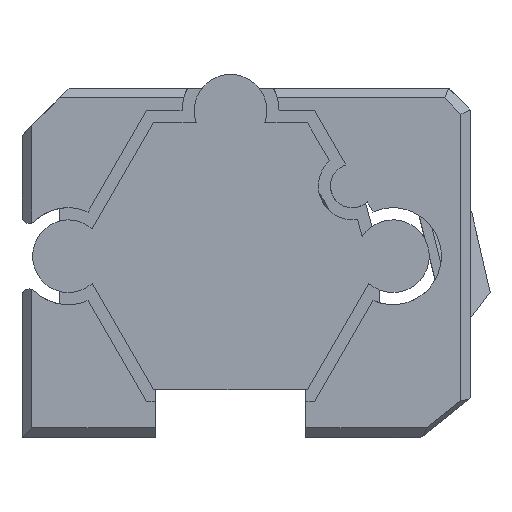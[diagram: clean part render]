
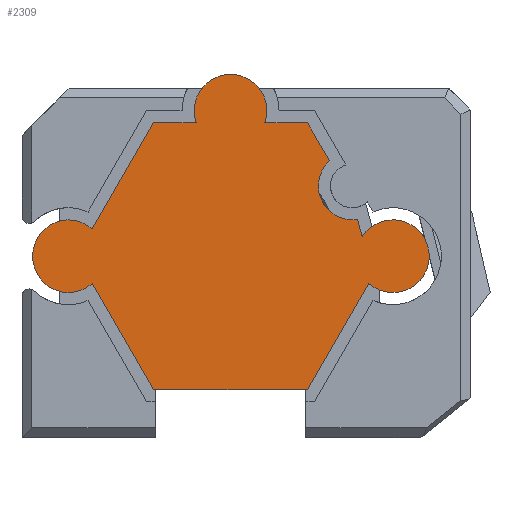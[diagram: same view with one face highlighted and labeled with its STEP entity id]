
A CAD part, front view. The second image highlights one B-rep face of the part: STEP entity #2309.
In plain terms, the highlighted planar face has unit normal (0, -1, 0).
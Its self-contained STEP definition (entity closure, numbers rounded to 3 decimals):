
#121=CIRCLE('',#2485,1.502);
#123=CIRCLE('',#2488,1.5);
#125=CIRCLE('',#2493,1.5);
#127=CIRCLE('',#2498,1.4);
#129=CIRCLE('',#2502,1.5);
#131=CIRCLE('',#2508,1.5);
#247=FACE_OUTER_BOUND('',#363,.T.);
#363=EDGE_LOOP('',(#2094,#2095,#2096,#2097,#2098,#2099,#2100,#2101,#2102,
#2103,#2104,#2105,#2106,#2107));
#594=LINE('',#3823,#851);
#597=LINE('',#3829,#854);
#601=LINE('',#3841,#858);
#604=LINE('',#3847,#861);
#608=LINE('',#3859,#865);
#612=LINE('',#3871,#869);
#615=LINE('',#3877,#872);
#618=LINE('',#3883,#875);
#851=VECTOR('',#3078,10.);
#854=VECTOR('',#3083,10.);
#858=VECTOR('',#3095,10.);
#861=VECTOR('',#3100,10.);
#865=VECTOR('',#3112,10.);
#869=VECTOR('',#3124,10.);
#872=VECTOR('',#3129,10.);
#875=VECTOR('',#3134,10.);
#1072=VERTEX_POINT('',#3807);
#1073=VERTEX_POINT('',#3808);
#1076=VERTEX_POINT('',#3816);
#1078=VERTEX_POINT('',#3822);
#1080=VERTEX_POINT('',#3828);
#1082=VERTEX_POINT('',#3834);
#1084=VERTEX_POINT('',#3840);
#1086=VERTEX_POINT('',#3846);
#1088=VERTEX_POINT('',#3852);
#1090=VERTEX_POINT('',#3858);
#1092=VERTEX_POINT('',#3864);
#1094=VERTEX_POINT('',#3870);
#1096=VERTEX_POINT('',#3876);
#1098=VERTEX_POINT('',#3882);
#1394=EDGE_CURVE('',#1072,#1073,#121,.T.);
#1398=EDGE_CURVE('',#1073,#1076,#123,.T.);
#1401=EDGE_CURVE('',#1076,#1078,#594,.T.);
#1404=EDGE_CURVE('',#1078,#1080,#597,.T.);
#1407=EDGE_CURVE('',#1080,#1082,#125,.T.);
#1410=EDGE_CURVE('',#1082,#1084,#601,.T.);
#1413=EDGE_CURVE('',#1084,#1086,#604,.T.);
#1416=EDGE_CURVE('',#1086,#1088,#127,.T.);
#1419=EDGE_CURVE('',#1088,#1090,#608,.T.);
#1422=EDGE_CURVE('',#1090,#1092,#129,.T.);
#1425=EDGE_CURVE('',#1092,#1094,#612,.T.);
#1428=EDGE_CURVE('',#1094,#1096,#615,.T.);
#1431=EDGE_CURVE('',#1096,#1098,#618,.T.);
#1434=EDGE_CURVE('',#1098,#1072,#131,.T.);
#2094=ORIENTED_EDGE('',*,*,#1416,.F.);
#2095=ORIENTED_EDGE('',*,*,#1413,.F.);
#2096=ORIENTED_EDGE('',*,*,#1410,.F.);
#2097=ORIENTED_EDGE('',*,*,#1407,.F.);
#2098=ORIENTED_EDGE('',*,*,#1404,.F.);
#2099=ORIENTED_EDGE('',*,*,#1401,.F.);
#2100=ORIENTED_EDGE('',*,*,#1398,.F.);
#2101=ORIENTED_EDGE('',*,*,#1394,.F.);
#2102=ORIENTED_EDGE('',*,*,#1434,.F.);
#2103=ORIENTED_EDGE('',*,*,#1431,.F.);
#2104=ORIENTED_EDGE('',*,*,#1428,.F.);
#2105=ORIENTED_EDGE('',*,*,#1425,.F.);
#2106=ORIENTED_EDGE('',*,*,#1422,.F.);
#2107=ORIENTED_EDGE('',*,*,#1419,.F.);
#2194=PLANE('',#2511);
#2309=ADVANCED_FACE('',(#247),#2194,.T.);
#2485=AXIS2_PLACEMENT_3D('',#3809,#3063,#3064);
#2488=AXIS2_PLACEMENT_3D('',#3817,#3071,#3072);
#2493=AXIS2_PLACEMENT_3D('',#3835,#3088,#3089);
#2498=AXIS2_PLACEMENT_3D('',#3853,#3105,#3106);
#2502=AXIS2_PLACEMENT_3D('',#3865,#3117,#3118);
#2508=AXIS2_PLACEMENT_3D('',#3888,#3139,#3140);
#2511=AXIS2_PLACEMENT_3D('',#3891,#3145,#3146);
#3063=DIRECTION('center_axis',(0.,1.,0.));
#3064=DIRECTION('ref_axis',(-0.056,0.,0.998));
#3071=DIRECTION('center_axis',(0.,1.,0.));
#3072=DIRECTION('ref_axis',(0.663,0.,0.749));
#3078=DIRECTION('',(0.5,0.,0.866));
#3083=DIRECTION('',(1.,0.,0.));
#3088=DIRECTION('center_axis',(0.,1.,0.));
#3089=DIRECTION('ref_axis',(0.943,0.,-0.333));
#3095=DIRECTION('',(1.,0.,0.));
#3100=DIRECTION('',(0.5,0.,-0.866));
#3105=DIRECTION('center_axis',(0.,-1.,0.));
#3106=DIRECTION('ref_axis',(-0.186,0.,-0.982));
#3112=DIRECTION('',(0.259,0.,-0.966));
#3117=DIRECTION('center_axis',(0.,1.,0.));
#3118=DIRECTION('ref_axis',(-0.663,0.,-0.749));
#3124=DIRECTION('',(-0.5,0.,-0.866));
#3129=DIRECTION('',(-1.,0.,0.));
#3134=DIRECTION('',(-0.5,0.,0.866));
#3139=DIRECTION('center_axis',(0.,1.,0.));
#3140=DIRECTION('ref_axis',(-0.032,0.,-1.));
#3145=DIRECTION('center_axis',(0.,-1.,0.));
#3146=DIRECTION('ref_axis',(0.,0.,-1.));
#3807=CARTESIAN_POINT('',(-6.745,-32.,70.206));
#3808=CARTESIAN_POINT('',(-6.745,-32.,73.205));
#3809=CARTESIAN_POINT('Origin',(-6.662,-32.,71.706));
#3816=CARTESIAN_POINT('',(-5.703,-32.,72.829));
#3817=CARTESIAN_POINT('Origin',(-6.698,-32.,71.706));
#3822=CARTESIAN_POINT('',(-3.176,-32.,77.206));
#3823=CARTESIAN_POINT('',(-3.751,-32.,76.209));
#3828=CARTESIAN_POINT('',(-1.415,-32.,77.206));
#3829=CARTESIAN_POINT('',(-0.699,-32.,77.206));
#3834=CARTESIAN_POINT('',(1.413,-32.,77.206));
#3835=CARTESIAN_POINT('Origin',(-0.001,-32.,
77.706));
#3840=CARTESIAN_POINT('',(3.175,-32.,77.206));
#3841=CARTESIAN_POINT('',(1.596,-32.,77.206));
#3846=CARTESIAN_POINT('',(4.079,-32.,75.64));
#3847=CARTESIAN_POINT('',(4.206,-32.,75.419));
#3852=CARTESIAN_POINT('',(5.234,-32.,73.222));
#3853=CARTESIAN_POINT('Origin',(5.022,-32.,74.606));
#3858=CARTESIAN_POINT('',(5.427,-32.,72.504));
#3859=CARTESIAN_POINT('',(5.22,-32.,73.274));
#3864=CARTESIAN_POINT('',(5.702,-32.,70.583));
#3865=CARTESIAN_POINT('Origin',(6.697,-32.,71.706));
#3870=CARTESIAN_POINT('',(3.175,-32.,66.206));
#3871=CARTESIAN_POINT('',(4.187,-32.,67.959));
#3876=CARTESIAN_POINT('',(-3.176,-32.,66.206));
#3877=CARTESIAN_POINT('',(-1.58,-32.,66.206));
#3882=CARTESIAN_POINT('',(-5.703,-32.,70.583));
#3883=CARTESIAN_POINT('',(-5.448,-32.,70.141));
#3888=CARTESIAN_POINT('Origin',(-6.698,-32.,71.706));
#3891=CARTESIAN_POINT('Origin',(0.016,-32.,72.706));
